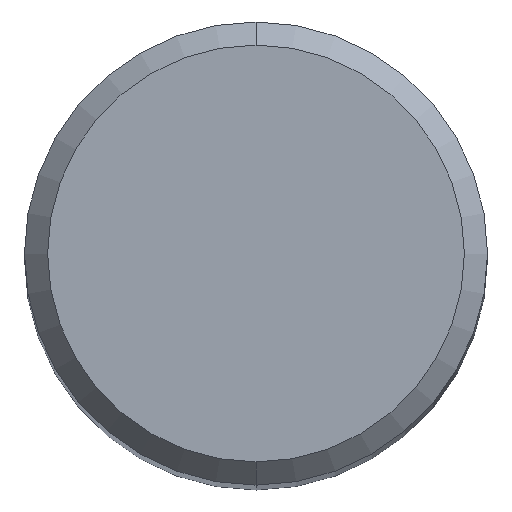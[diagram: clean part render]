
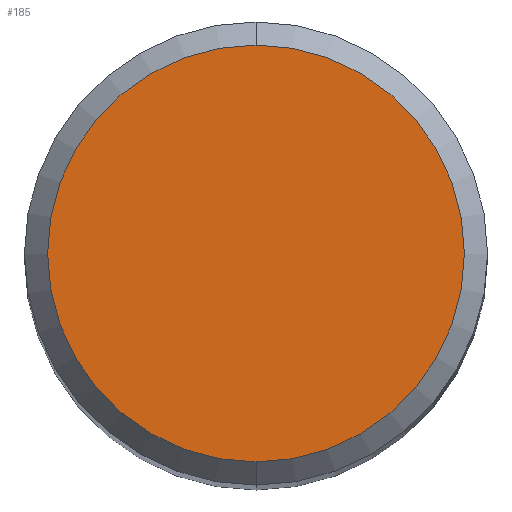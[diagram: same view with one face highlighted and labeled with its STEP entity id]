
A CAD part, top view. The second image highlights one B-rep face of the part: STEP entity #185.
In plain terms, the highlighted planar face has unit normal (0, 0, 1).
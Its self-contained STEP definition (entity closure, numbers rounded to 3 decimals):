
#125=EDGE_CURVE('',#203,#191,#280,.T.);
#173=EDGE_CURVE('',#191,#203,#332,.T.);
#185=ADVANCED_FACE('',(#347),#348,.T.);
#191=VERTEX_POINT('',#355);
#203=VERTEX_POINT('',#368);
#280=CIRCLE('',#448,3.6);
#332=CIRCLE('',#524,3.6);
#347=FACE_OUTER_BOUND('',#539,.T.);
#348=PLANE('',#540);
#355=CARTESIAN_POINT('',(0.,-3.6,0.));
#368=CARTESIAN_POINT('',(0.0,3.6,0.));
#448=AXIS2_PLACEMENT_3D('',#648,#649,#650);
#524=AXIS2_PLACEMENT_3D('',#713,#714,#715);
#539=EDGE_LOOP('',(#740,#741));
#540=AXIS2_PLACEMENT_3D('',#742,#743,#744);
#648=CARTESIAN_POINT('',(0.0,0.0,0.));
#649=DIRECTION('',(0.0,0.0,-1.0));
#650=DIRECTION('',(0.0,1.0,0.0));
#713=CARTESIAN_POINT('',(0.0,0.0,0.));
#714=DIRECTION('',(0.0,0.0,-1.0));
#715=DIRECTION('',(0.0,1.0,0.0));
#740=ORIENTED_EDGE('',*,*,#125,.F.);
#741=ORIENTED_EDGE('',*,*,#173,.F.);
#742=CARTESIAN_POINT('',(0.0,1.8,0.));
#743=DIRECTION('',(-0.0,0.0,1.0));
#744=DIRECTION('',(0.0,-1.0,0.0));
